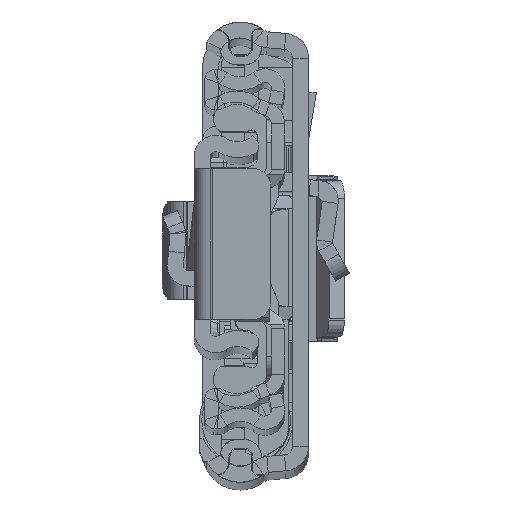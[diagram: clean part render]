
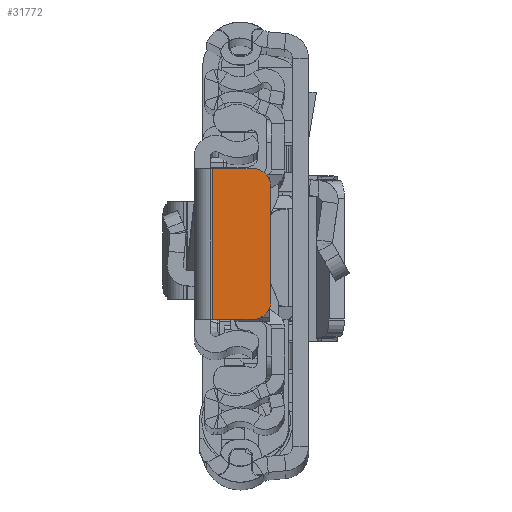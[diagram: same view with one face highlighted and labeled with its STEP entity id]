
A CAD part, top view. The second image highlights one B-rep face of the part: STEP entity #31772.
In plain terms, the highlighted planar face has unit normal (0, 0, 1).
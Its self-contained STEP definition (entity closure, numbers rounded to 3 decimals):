
#41 = VERTEX_POINT ( 'NONE', #16842 ) ;
#1131 = VERTEX_POINT ( 'NONE', #40335 ) ;
#1710 = VERTEX_POINT ( 'NONE', #14013 ) ;
#3631 = CIRCLE ( 'NONE', #23773, 2. ) ;
#3992 = CARTESIAN_POINT ( 'NONE',  ( 0., -8.5, 0. ) ) ;
#4876 = DIRECTION ( 'NONE',  ( -1., 0., 0. ) ) ;
#5732 = LINE ( 'NONE', #18327, #34299 ) ;
#7911 = CARTESIAN_POINT ( 'NONE',  ( -6.65, -8.5, 0. ) ) ;
#8819 = VERTEX_POINT ( 'NONE', #20687 ) ;
#9279 = PLANE ( 'NONE',  #41393 ) ;
#9488 = CARTESIAN_POINT ( 'NONE',  ( 0., 0., 0. ) ) ;
#10249 = ORIENTED_EDGE ( 'NONE', *, *, #24772, .T. ) ;
#10255 = VECTOR ( 'NONE', #23107, 1000. ) ;
#10633 = ORIENTED_EDGE ( 'NONE', *, *, #30092, .T. ) ;
#12022 = EDGE_CURVE ( 'NONE', #41, #17075, #5732, .T. ) ;
#13024 = LINE ( 'NONE', #38658, #35631 ) ;
#14013 = CARTESIAN_POINT ( 'NONE',  ( -6.65, 8.5, 0. ) ) ;
#14609 = ORIENTED_EDGE ( 'NONE', *, *, #17783, .T. ) ;
#14694 = ORIENTED_EDGE ( 'NONE', *, *, #18049, .T. ) ;
#15583 = FACE_OUTER_BOUND ( 'NONE', #29538, .T. ) ;
#16842 = CARTESIAN_POINT ( 'NONE',  ( -2.05, 8.5, 0. ) ) ;
#17075 = VERTEX_POINT ( 'NONE', #21494 ) ;
#17783 = EDGE_CURVE ( 'NONE', #36251, #17075, #32787, .T. ) ;
#18049 = EDGE_CURVE ( 'NONE', #1131, #8819, #32030, .T. ) ;
#18327 = CARTESIAN_POINT ( 'NONE',  ( -2.05, -8.5, 0. ) ) ;
#18908 = EDGE_CURVE ( 'NONE', #41, #1710, #13024, .T. ) ;
#20111 = DIRECTION ( 'NONE',  ( -1., 0., 0. ) ) ;
#20687 = CARTESIAN_POINT ( 'NONE',  ( -8.65, -6.5, 0. ) ) ;
#20733 = CARTESIAN_POINT ( 'NONE',  ( -6.65, -6.5, 0. ) ) ;
#21494 = CARTESIAN_POINT ( 'NONE',  ( -2.05, -8.5, 0. ) ) ;
#23107 = DIRECTION ( 'NONE',  ( 1., 0., 0. ) ) ;
#23773 = AXIS2_PLACEMENT_3D ( 'NONE', #25031, #33672, #4876 ) ;
#24772 = EDGE_CURVE ( 'NONE', #1710, #1131, #3631, .T. ) ;
#25031 = CARTESIAN_POINT ( 'NONE',  ( -6.65, 6.5, 0. ) ) ;
#26157 = VECTOR ( 'NONE', #29105, 1000. ) ;
#26628 = DIRECTION ( 'NONE',  ( 0., 0., 1. ) ) ;
#28507 = CIRCLE ( 'NONE', #35229, 2. ) ;
#29105 = DIRECTION ( 'NONE',  ( 0., -1., 0. ) ) ;
#29431 = DIRECTION ( 'NONE',  ( -1., 0., 0. ) ) ;
#29538 = EDGE_LOOP ( 'NONE', ( #14694, #10633, #14609, #32493, #35379, #10249 ) ) ;
#30092 = EDGE_CURVE ( 'NONE', #8819, #36251, #28507, .T. ) ;
#31754 = DIRECTION ( 'NONE',  ( 0., 0., -1. ) ) ;
#31772 = ADVANCED_FACE ( 'NONE', ( #15583 ), #9279, .F. ) ;
#32030 = LINE ( 'NONE', #39186, #26157 ) ;
#32493 = ORIENTED_EDGE ( 'NONE', *, *, #12022, .F. ) ;
#32787 = LINE ( 'NONE', #3992, #10255 ) ;
#33672 = DIRECTION ( 'NONE',  ( 0., 0., 1. ) ) ;
#34299 = VECTOR ( 'NONE', #35156, 1000. ) ;
#35156 = DIRECTION ( 'NONE',  ( 0., -1., 0. ) ) ;
#35229 = AXIS2_PLACEMENT_3D ( 'NONE', #20733, #26628, #20111 ) ;
#35379 = ORIENTED_EDGE ( 'NONE', *, *, #18908, .T. ) ;
#35631 = VECTOR ( 'NONE', #29431, 1000. ) ;
#36251 = VERTEX_POINT ( 'NONE', #7911 ) ;
#38268 = DIRECTION ( 'NONE',  ( -1., 0., 0. ) ) ;
#38658 = CARTESIAN_POINT ( 'NONE',  ( 0., 8.5, 0. ) ) ;
#39186 = CARTESIAN_POINT ( 'NONE',  ( -8.65, 0., 0. ) ) ;
#40335 = CARTESIAN_POINT ( 'NONE',  ( -8.65, 6.5, 0. ) ) ;
#41393 = AXIS2_PLACEMENT_3D ( 'NONE', #9488, #31754, #38268 ) ;
